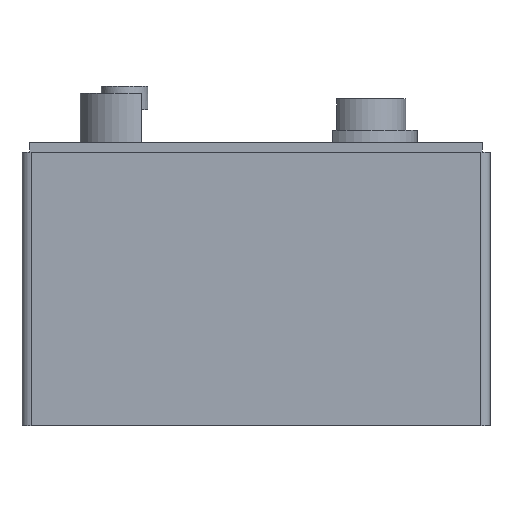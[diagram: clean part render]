
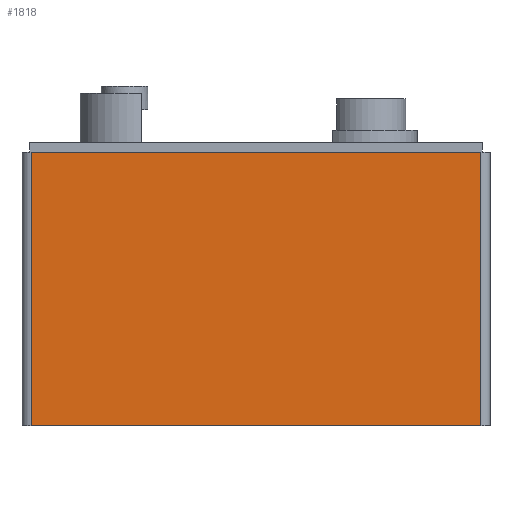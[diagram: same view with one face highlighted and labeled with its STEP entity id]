
A CAD part, front view. The second image highlights one B-rep face of the part: STEP entity #1818.
In plain terms, the highlighted planar face has unit normal (0, -1, 0).
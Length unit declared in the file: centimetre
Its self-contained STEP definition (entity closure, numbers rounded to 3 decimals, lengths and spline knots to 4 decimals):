
#91=PLANE('',#1995);
#94=VECTOR('',#2004,1.);
#102=VECTOR('',#2019,1.);
#106=VECTOR('',#2032,1.);
#255=VECTOR('',#2453,1.);
#257=LINE('',#2463,#94);
#265=LINE('',#2485,#102);
#269=LINE('',#2498,#106);
#418=LINE('',#2969,#255);
#419=VERTEX_POINT('',#2457);
#422=VERTEX_POINT('',#2462);
#432=VERTEX_POINT('',#2484);
#436=VERTEX_POINT('',#2497);
#679=EDGE_CURVE('',#422,#419,#257,.T.);
#690=EDGE_CURVE('',#422,#432,#265,.T.);
#696=EDGE_CURVE('',#436,#432,#269,.T.);
#927=EDGE_CURVE('',#436,#419,#418,.T.);
#1408=ORIENTED_EDGE('',*,*,#679,.F.);
#1409=ORIENTED_EDGE('',*,*,#690,.T.);
#1410=ORIENTED_EDGE('',*,*,#696,.F.);
#1411=ORIENTED_EDGE('',*,*,#927,.T.);
#1567=EDGE_LOOP('',(#1408,#1409,#1410,#1411));
#1709=FACE_BOUND('',#1567,.T.);
#1818=ADVANCED_FACE('',(#1709),#91,.T.);
#1995=AXIS2_PLACEMENT_3D('',#2968,#2452,$);
#2004=DIRECTION('',(0.,0.,-1.));
#2019=DIRECTION('',(-1.,0.,0.));
#2032=DIRECTION('',(0.,0.,1.));
#2452=DIRECTION('',(0.,-1.,0.));
#2453=DIRECTION('',(1.,0.,0.));
#2457=CARTESIAN_POINT('',(-4.104,2.4179,-2.3241));
#2462=CARTESIAN_POINT('',(-4.104,2.4179,-0.1016));
#2463=CARTESIAN_POINT('',(-4.104,2.4179,-0.1016));
#2484=CARTESIAN_POINT('',(-7.7494,2.4179,-0.1016));
#2485=CARTESIAN_POINT('',(-4.0278,2.4179,-0.1016));
#2497=CARTESIAN_POINT('',(-7.7494,2.4179,-2.3241));
#2498=CARTESIAN_POINT('',(-7.7494,2.4179,-0.1016));
#2968=CARTESIAN_POINT('',(-7.8256,2.4179,-0.1016));
#2969=CARTESIAN_POINT('',(-4.0278,2.4179,-2.3241));
